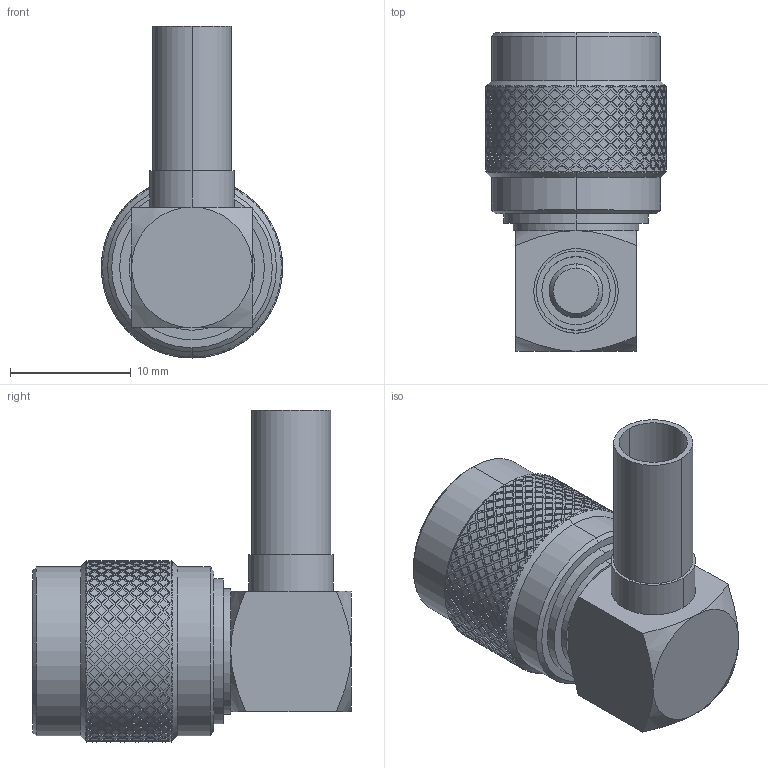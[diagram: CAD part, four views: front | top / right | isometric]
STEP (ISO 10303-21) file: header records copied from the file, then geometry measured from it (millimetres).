
FILE_DESCRIPTION((''),'2;1');
FILE_NAME('PRT0001','2021-08-28T',('Administrator'),(''),'PRO/ENGINEER BY PARAMETRIC TECHNOLOGY CORPORATION, 2012090','PRO/ENGINEER BY PARAMETRIC TECHNOLOGY CORPORATION, 2012090','');
FILE_SCHEMA(('CONFIG_CONTROL_DESIGN'));
Products named in the file (1): PRT0001
Bounding box: 15 x 26.4 x 27.49 mm (x, y, z)
Volume: 3357.9 mm3; surface area: 3146.6 mm2
Topology: 1 solids, 1 shells, 3987 faces, 9274 edges, 5302 vertices
Faces by surface type: bspline 3366, cylinder 566, cone 30, plane 21, torus 4
Entity records: 239973 total; most frequent: CARTESIAN_POINT 176902, ORIENTED_EDGE 18548, EDGE_CURVE 9274, B_SPLINE_CURVE_WITH_KNOTS 7970, VERTEX_POINT 5302, EDGE_LOOP 4000, FACE_OUTER_BOUND 3987, ADVANCED_FACE 3987
